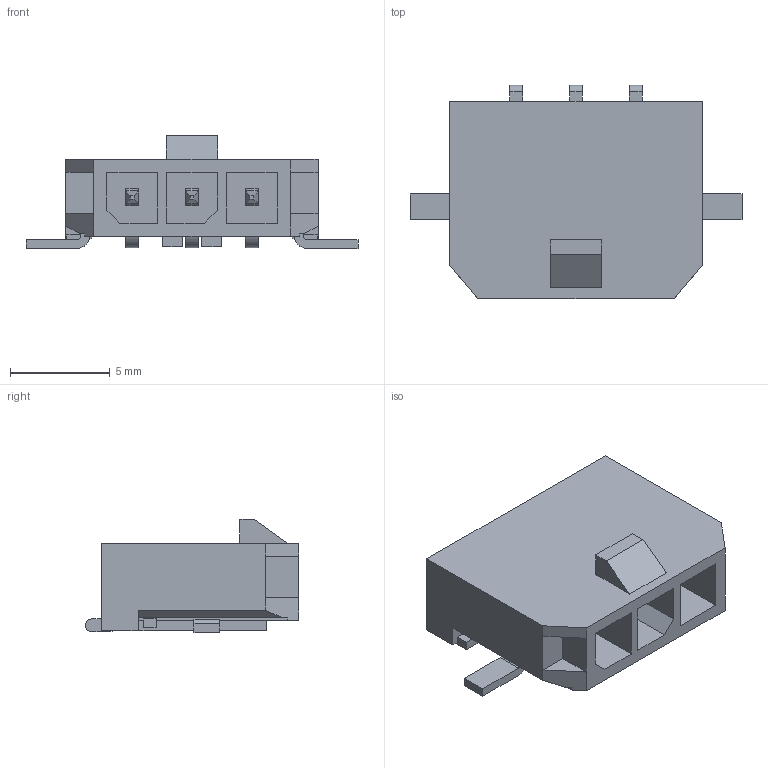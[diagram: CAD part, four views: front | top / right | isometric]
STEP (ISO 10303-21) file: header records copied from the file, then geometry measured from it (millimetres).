
FILE_DESCRIPTION(/* description */ (''),/* implementation_level */ '2;1');
FILE_NAME(/* name */ '436500312wbm000_02_214.stp',/* time_stamp */ '2024-04-18T14:46:24+05:00',/* author */ (''),/* organization */ (''),/* preprocessor_version */ 'ST-DEVELOPER v16.7',/* originating_system */ 'SIEMENS PLM Software NX 1919',/* authorisation */ '');
FILE_SCHEMA (('AUTOMOTIVE_DESIGN { 1 0 10303 214 3 1 1 1 }'));
Length unit declared in the file: millimetre
Products named in the file (1): 436500312wbm000_02
Bounding box: 16.65 x 10.7 x 5.67 mm (x, y, z)
Volume: 365.2 mm3; surface area: 707.9 mm2
Topology: 1 solids, 1 shells, 149 faces, 394 edges, 256 vertices
Faces by surface type: plane 129, cylinder 20
Entity records: 4552 total; most frequent: CARTESIAN_POINT 800, ORIENTED_EDGE 788, DIRECTION 734, EDGE_CURVE 394, LINE 354, VECTOR 354, VERTEX_POINT 256, AXIS2_PLACEMENT_3D 190
